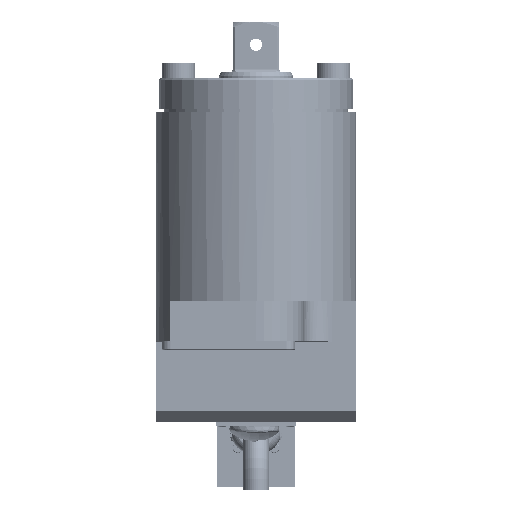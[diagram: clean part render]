
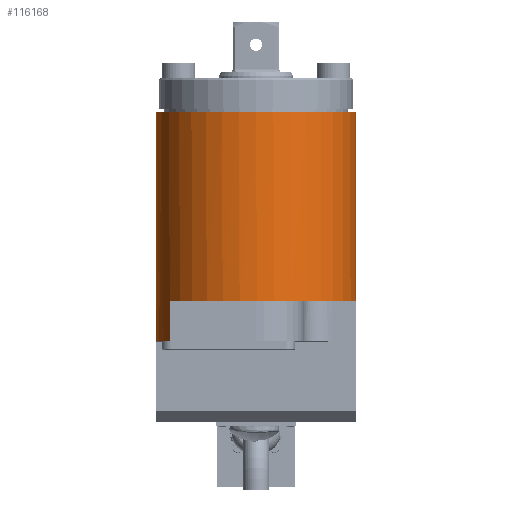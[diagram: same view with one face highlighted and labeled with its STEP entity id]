
A CAD part, left-side view. The second image highlights one B-rep face of the part: STEP entity #116168.
In plain terms, the highlighted cylindrical face has radius 54.5 mm (diameter 109 mm), a partial arc.
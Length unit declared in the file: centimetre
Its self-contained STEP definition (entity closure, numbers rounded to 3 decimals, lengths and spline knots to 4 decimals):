
#11803=FACE_OUTER_BOUND('',#18260,.T.);
#18260=EDGE_LOOP('',(#93046,#93047,#93048,#93049,#93050,#93051));
#25249=CIRCLE('',#125943,5.45);
#25374=CIRCLE('',#126159,5.45);
#25375=CIRCLE('',#126161,5.45);
#33827=LINE('',#201582,#42049);
#33915=LINE('',#204208,#42137);
#33916=LINE('',#204211,#42138);
#42049=VECTOR('',#147869,2.2);
#42137=VECTOR('',#148395,10.2);
#42138=VECTOR('',#148398,12.4);
#52658=VERTEX_POINT('',#201580);
#52659=VERTEX_POINT('',#201581);
#52661=VERTEX_POINT('',#201588);
#52823=VERTEX_POINT('',#204203);
#52824=VERTEX_POINT('',#204207);
#52825=VERTEX_POINT('',#204209);
#67073=EDGE_CURVE('',#52658,#52659,#33827,.T.);
#67077=EDGE_CURVE('',#52659,#52661,#25249,.T.);
#67325=EDGE_CURVE('',#52823,#52658,#25374,.T.);
#67326=EDGE_CURVE('',#52824,#52823,#33915,.T.);
#67327=EDGE_CURVE('',#52824,#52825,#25375,.T.);
#67328=EDGE_CURVE('',#52825,#52661,#33916,.T.);
#93046=ORIENTED_EDGE('',*,*,#67325,.F.);
#93047=ORIENTED_EDGE('',*,*,#67326,.F.);
#93048=ORIENTED_EDGE('',*,*,#67327,.T.);
#93049=ORIENTED_EDGE('',*,*,#67328,.T.);
#93050=ORIENTED_EDGE('',*,*,#67077,.F.);
#93051=ORIENTED_EDGE('',*,*,#67073,.F.);
#112548=CYLINDRICAL_SURFACE('',#126160,5.45);
#116168=ADVANCED_FACE('',(#11803),#112548,.T.);
#125943=AXIS2_PLACEMENT_3D('',#201589,#147875,#147876);
#126159=AXIS2_PLACEMENT_3D('',#204205,#148391,#148392);
#126160=AXIS2_PLACEMENT_3D('',#204206,#148393,#148394);
#126161=AXIS2_PLACEMENT_3D('',#204210,#148396,#148397);
#147869=DIRECTION('',(0.,0.,-1.));
#147875=DIRECTION('center_axis',(0.,0.,
-1.));
#147876=DIRECTION('ref_axis',(-0.514,0.858,0.));
#148391=DIRECTION('center_axis',(0.,0.,
-1.));
#148392=DIRECTION('ref_axis',(0.,-1.,0.));
#148393=DIRECTION('center_axis',(0.,0.,
-1.));
#148394=DIRECTION('ref_axis',(-1.,0.,0.));
#148395=DIRECTION('',(0.,0.,-1.));
#148396=DIRECTION('center_axis',(0.,0.,
-1.));
#148397=DIRECTION('ref_axis',(0.,-1.,0.));
#148398=DIRECTION('',(0.,0.,-1.));
#201580=CARTESIAN_POINT('',(-7.7,4.6757,1.1));
#201581=CARTESIAN_POINT('',(-7.7,4.6757,-1.1));
#201582=CARTESIAN_POINT('',(-7.7,4.6757,1.1));
#201588=CARTESIAN_POINT('',(-4.9,5.45,-1.1));
#201589=CARTESIAN_POINT('Origin',(-4.9,0.,
-1.1));
#204203=CARTESIAN_POINT('',(-4.9,-5.45,1.1));
#204205=CARTESIAN_POINT('Origin',(-4.9,0.,
1.1));
#204206=CARTESIAN_POINT('Origin',(-4.9,0.,
11.3));
#204207=CARTESIAN_POINT('',(-4.9,-5.45,11.3));
#204208=CARTESIAN_POINT('',(-4.9,-5.45,11.3));
#204209=CARTESIAN_POINT('',(-4.9,5.45,11.3));
#204210=CARTESIAN_POINT('Origin',(-4.9,0.,
11.3));
#204211=CARTESIAN_POINT('',(-4.9,5.45,11.3));
